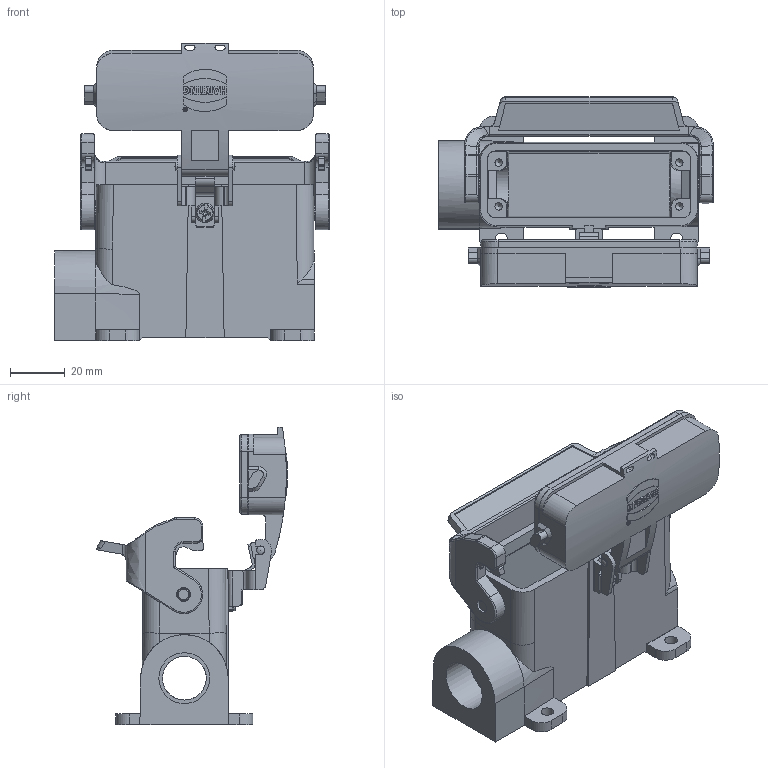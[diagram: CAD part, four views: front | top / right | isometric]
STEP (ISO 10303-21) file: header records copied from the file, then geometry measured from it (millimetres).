
FILE_DESCRIPTION(/* description */ (''),/* implementation_level */ '2;1');
FILE_NAME(/* name */ '100593583ugm000_c.stp',/* time_stamp */ '2017-12-01T13:51:52+01:00',/* author */ (''),/* organization */ (''),/* preprocessor_version */ 'ST-DEVELOPER v16',/* originating_system */ 'SIEMENS PLM Software NX 10.0',/* authorisation */ '');
FILE_SCHEMA (('AUTOMOTIVE_DESIGN { 1 0 10303 214 3 1 1 1 }'));
Length unit declared in the file: millimetre
Products named in the file (1): 100593583ugm000_c
Bounding box: 100.5 x 69.66 x 108.68 mm (x, y, z)
Volume: 88554 mm3; surface area: 53573.9 mm2
Topology: 3 solids, 4 shells, 786 faces, 2635 edges, 2437 vertices
Faces by surface type: plane 431, cylinder 206, bspline 112, cone 23, torus 12, sphere 2
Full cylindrical faces by diameter (mm): 2.74 x4, 3 x2, 4 x3, 4.6 x4, 4.8 x2, 5.1 x2, 7 x3, 16 x1, 18.6 x2
Entity records: 38436 total; most frequent: CARTESIAN_POINT 12330, ORIENTED_EDGE 4038, DIRECTION 3490, EDGE_CURVE 2019, VERTEX_POINT 1325, LINE 1242, VECTOR 1242, PRESENTATION_STYLE_ASSIGNMENT 1219
